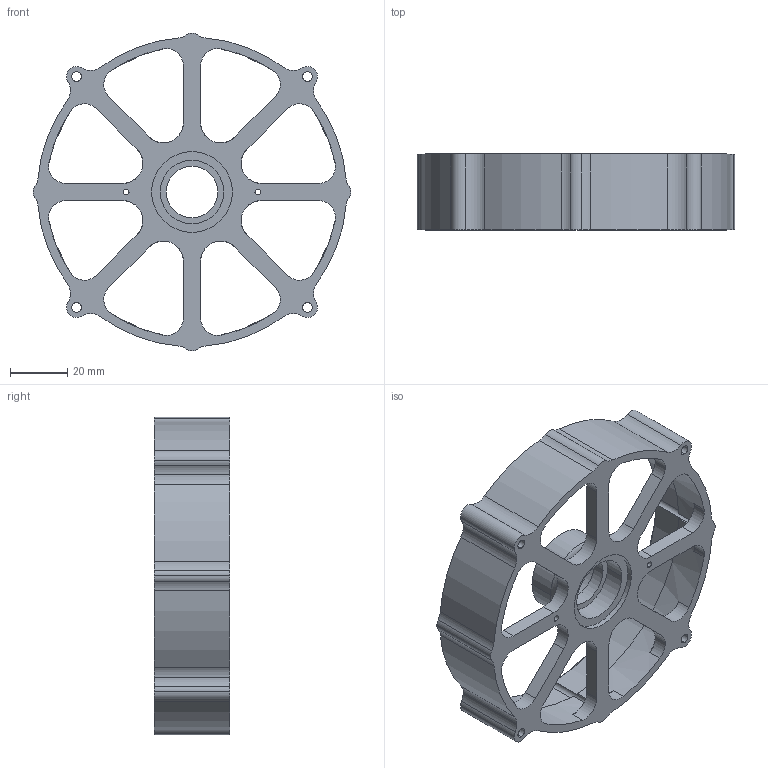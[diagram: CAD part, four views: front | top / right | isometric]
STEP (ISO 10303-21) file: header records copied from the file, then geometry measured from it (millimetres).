
FILE_DESCRIPTION (( 'STEP AP214' ), '1' );
FILE_NAME ('Stator.STEP', '2023-02-16T20:40:02', ( '' ), ( '' ), 'SwSTEP 2.0', 'SolidWorks 2022', '' );
FILE_SCHEMA (( 'AUTOMOTIVE_DESIGN' ));
Length unit declared in the file: millimetre
Products named in the file (1): Stator
Bounding box: 111 x 26.5 x 111 mm (x, y, z)
Volume: 44545.2 mm3; surface area: 32138.7 mm2
Topology: 1 solids, 1 shells, 150 faces, 461 edges, 301 vertices
Faces by surface type: cylinder 102, plane 34, cone 12, torus 2
Entity records: 5630 total; most frequent: CARTESIAN_POINT 1141, DIRECTION 978, ORIENTED_EDGE 906, EDGE_CURVE 453, AXIS2_PLACEMENT_3D 402, VERTEX_POINT 301, CIRCLE 251, EDGE_LOOP 176
